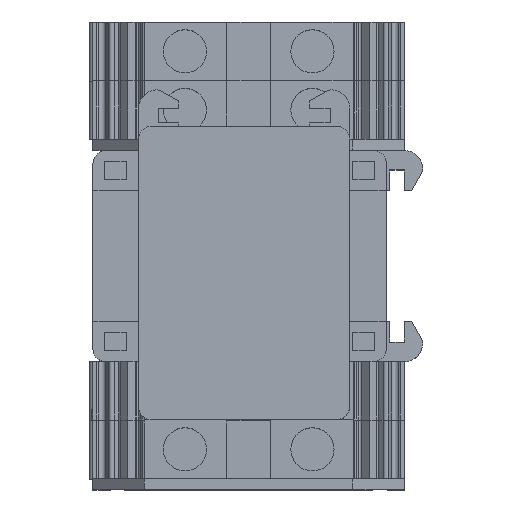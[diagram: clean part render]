
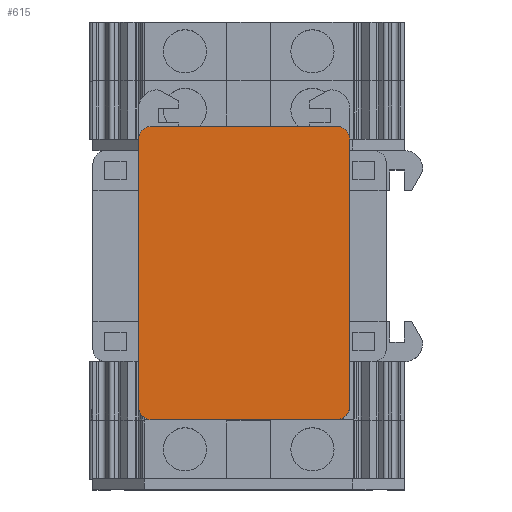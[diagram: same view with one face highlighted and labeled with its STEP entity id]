
A CAD part, top view. The second image highlights one B-rep face of the part: STEP entity #615.
In plain terms, the highlighted planar face has unit normal (0, 0, 1).
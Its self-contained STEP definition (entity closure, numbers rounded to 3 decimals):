
#615 = ADVANCED_FACE( '', ( #1373 ), #1374, .T. );
#1373 = FACE_OUTER_BOUND( '', #2265, .T. );
#1374 = PLANE( '', #2266 );
#2265 = EDGE_LOOP( '', ( #4229, #4230, #4231, #4232, #4233, #4234, #4235, #4236 ) );
#2266 = AXIS2_PLACEMENT_3D( '', #4237, #4238, #4239 );
#4229 = ORIENTED_EDGE( '', *, *, #6133, .F. );
#4230 = ORIENTED_EDGE( '', *, *, #6134, .T. );
#4231 = ORIENTED_EDGE( '', *, *, #6135, .F. );
#4232 = ORIENTED_EDGE( '', *, *, #6066, .T. );
#4233 = ORIENTED_EDGE( '', *, *, #5765, .T. );
#4234 = ORIENTED_EDGE( '', *, *, #6136, .T. );
#4235 = ORIENTED_EDGE( '', *, *, #5914, .T. );
#4236 = ORIENTED_EDGE( '', *, *, #6116, .T. );
#4237 = CARTESIAN_POINT( '', ( 13.73, 40., 49.52 ) );
#4238 = DIRECTION( '', ( 0., 0., 1. ) );
#4239 = DIRECTION( '', ( 1., 0., 0. ) );
#5765 = EDGE_CURVE( '', #7131, #7129, #7132, .T. );
#5914 = EDGE_CURVE( '', #7373, #7371, #7374, .T. );
#6066 = EDGE_CURVE( '', #7573, #7131, #7576, .T. );
#6116 = EDGE_CURVE( '', #7371, #7636, #7637, .T. );
#6133 = EDGE_CURVE( '', #7658, #7636, #7659, .T. );
#6134 = EDGE_CURVE( '', #7658, #7660, #7661, .T. );
#6135 = EDGE_CURVE( '', #7573, #7660, #7662, .T. );
#6136 = EDGE_CURVE( '', #7129, #7373, #7663, .T. );
#7129 = VERTEX_POINT( '', #9016 );
#7131 = VERTEX_POINT( '', #9019 );
#7132 = LINE( '', #9020, #9021 );
#7371 = VERTEX_POINT( '', #9357 );
#7373 = VERTEX_POINT( '', #9360 );
#7374 = LINE( '', #9361, #9362 );
#7573 = VERTEX_POINT( '', #9681 );
#7576 = CIRCLE( '', #9685, 1.71 );
#7636 = VERTEX_POINT( '', #9807 );
#7637 = CIRCLE( '', #9808, 1.71 );
#7658 = VERTEX_POINT( '', #9836 );
#7659 = LINE( '', #9837, #9838 );
#7660 = VERTEX_POINT( '', #9839 );
#7661 = CIRCLE( '', #9840, 1.8 );
#7662 = LINE( '', #9841, #9842 );
#7663 = CIRCLE( '', #9843, 1.71 );
#9016 = CARTESIAN_POINT( '', ( -13.06, 40., 49.52 ) );
#9019 = CARTESIAN_POINT( '', ( 12.32, 40., 49.52 ) );
#9020 = CARTESIAN_POINT( '', ( -0.37, 40., 49.52 ) );
#9021 = VECTOR( '', #10756, 1000. );
#9357 = CARTESIAN_POINT( '', ( -14.77, 1.71, 49.52 ) );
#9360 = CARTESIAN_POINT( '', ( -14.77, 38.29, 49.52 ) );
#9361 = CARTESIAN_POINT( '', ( -14.77, 40., 49.52 ) );
#9362 = VECTOR( '', #10969, 1000. );
#9681 = CARTESIAN_POINT( '', ( 14.03, 38.29, 49.52 ) );
#9685 = AXIS2_PLACEMENT_3D( '', #11077, #11078, #11079 );
#9807 = CARTESIAN_POINT( '', ( -13.06, 0., 49.52 ) );
#9808 = AXIS2_PLACEMENT_3D( '', #11118, #11119, #11120 );
#9836 = CARTESIAN_POINT( '', ( 12.23, 0., 49.52 ) );
#9837 = CARTESIAN_POINT( '', ( -14.47, 0., 49.52 ) );
#9838 = VECTOR( '', #11134, 1000. );
#9839 = CARTESIAN_POINT( '', ( 14.03, 1.8, 49.52 ) );
#9840 = AXIS2_PLACEMENT_3D( '', #11135, #11136, #11137 );
#9841 = CARTESIAN_POINT( '', ( 14.03, 40., 49.52 ) );
#9842 = VECTOR( '', #11138, 1000. );
#9843 = AXIS2_PLACEMENT_3D( '', #11139, #11140, #11141 );
#10756 = DIRECTION( '', ( -1., 0., 0. ) );
#10969 = DIRECTION( '', ( 0., -1., 0. ) );
#11077 = CARTESIAN_POINT( '', ( 12.32, 38.29, 49.52 ) );
#11078 = DIRECTION( '', ( 0., 0., 1. ) );
#11079 = DIRECTION( '', ( 1., 0., 0. ) );
#11118 = CARTESIAN_POINT( '', ( -13.06, 1.71, 49.52 ) );
#11119 = DIRECTION( '', ( 0., 0., 1. ) );
#11120 = DIRECTION( '', ( 1., 0., 0. ) );
#11134 = DIRECTION( '', ( -1., 0., 0. ) );
#11135 = CARTESIAN_POINT( '', ( 12.23, 1.8, 49.52 ) );
#11136 = DIRECTION( '', ( 0., 0., 1. ) );
#11137 = DIRECTION( '', ( 1., 0., 0. ) );
#11138 = DIRECTION( '', ( 0., -1., 0. ) );
#11139 = CARTESIAN_POINT( '', ( -13.06, 38.29, 49.52 ) );
#11140 = DIRECTION( '', ( 0., 0., 1. ) );
#11141 = DIRECTION( '', ( 1., 0., 0. ) );
